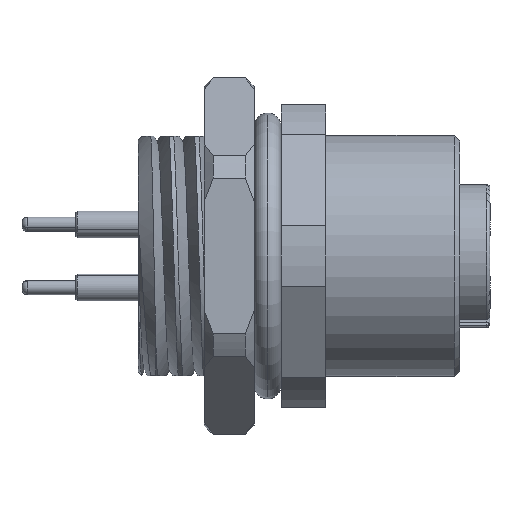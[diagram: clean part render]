
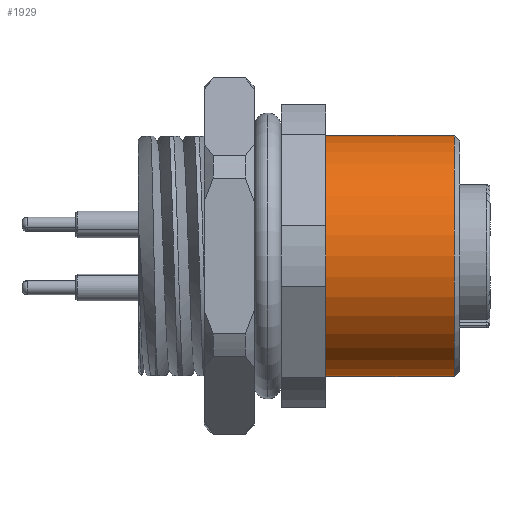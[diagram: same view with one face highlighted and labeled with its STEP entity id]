
A CAD part, front view. The second image highlights one B-rep face of the part: STEP entity #1929.
In plain terms, the highlighted cylindrical face has radius 6.75 mm (diameter 13.5 mm), a partial arc.
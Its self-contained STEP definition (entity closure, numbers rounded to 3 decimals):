
#172 = CARTESIAN_POINT ( 'NONE',  ( -40.569, 0., -6.75 ) ) ;
#432 = LINE ( 'NONE', #172, #4852 ) ;
#670 = FACE_OUTER_BOUND ( 'NONE', #1487, .T. ) ;
#673 = EDGE_CURVE ( 'NONE', #4274, #11098, #432, .T. ) ;
#1129 = AXIS2_PLACEMENT_3D ( 'NONE', #10234, #2532, #5053 ) ;
#1487 = EDGE_LOOP ( 'NONE', ( #3321, #1535, #5187, #4907 ) ) ;
#1535 = ORIENTED_EDGE ( 'NONE', *, *, #5284, .T. ) ;
#1836 = CIRCLE ( 'NONE', #9574, 6.75 ) ;
#1847 = CIRCLE ( 'NONE', #1129, 6.75 ) ;
#1929 = ADVANCED_FACE ( 'NONE', ( #670 ), #4048, .T. ) ;
#2097 = CARTESIAN_POINT ( 'NONE',  ( 4.2, 0., 6.75 ) ) ;
#2458 = VERTEX_POINT ( 'NONE', #2097 ) ;
#2532 = DIRECTION ( 'NONE',  ( -1., 0., 0. ) ) ;
#2562 = DIRECTION ( 'NONE',  ( -1., 0., 0. ) ) ;
#3321 = ORIENTED_EDGE ( 'NONE', *, *, #673, .F. ) ;
#3772 = CARTESIAN_POINT ( 'NONE',  ( -40.569, 0., 6.75 ) ) ;
#4048 = CYLINDRICAL_SURFACE ( 'NONE', #4127, 6.75 ) ;
#4127 = AXIS2_PLACEMENT_3D ( 'NONE', #8265, #8386, #7504 ) ;
#4274 = VERTEX_POINT ( 'NONE', #10003 ) ;
#4815 = EDGE_CURVE ( 'NONE', #11098, #8936, #1836, .T. ) ;
#4852 = VECTOR ( 'NONE', #8193, 1000. ) ;
#4907 = ORIENTED_EDGE ( 'NONE', *, *, #4815, .F. ) ;
#4920 = CARTESIAN_POINT ( 'NONE',  ( -3., 0., -6.75 ) ) ;
#5053 = DIRECTION ( 'NONE',  ( 0., 0., 1. ) ) ;
#5187 = ORIENTED_EDGE ( 'NONE', *, *, #10667, .T. ) ;
#5284 = EDGE_CURVE ( 'NONE', #4274, #2458, #1847, .T. ) ;
#6011 = DIRECTION ( 'NONE',  ( 0., 0., 1. ) ) ;
#7335 = LINE ( 'NONE', #3772, #10103 ) ;
#7504 = DIRECTION ( 'NONE',  ( 0., 0., 1. ) ) ;
#8193 = DIRECTION ( 'NONE',  ( -1., 0., 0. ) ) ;
#8265 = CARTESIAN_POINT ( 'NONE',  ( -40.569, 0., 0. ) ) ;
#8386 = DIRECTION ( 'NONE',  ( -1., 0., 0. ) ) ;
#8936 = VERTEX_POINT ( 'NONE', #9499 ) ;
#9499 = CARTESIAN_POINT ( 'NONE',  ( -3., 0., 6.75 ) ) ;
#9574 = AXIS2_PLACEMENT_3D ( 'NONE', #10265, #2562, #6011 ) ;
#10003 = CARTESIAN_POINT ( 'NONE',  ( 4.2, 0., -6.75 ) ) ;
#10103 = VECTOR ( 'NONE', #10649, 1000. ) ;
#10234 = CARTESIAN_POINT ( 'NONE',  ( 4.2, 0., 0. ) ) ;
#10265 = CARTESIAN_POINT ( 'NONE',  ( -3., 0., 0. ) ) ;
#10649 = DIRECTION ( 'NONE',  ( -1., 0., 0. ) ) ;
#10667 = EDGE_CURVE ( 'NONE', #2458, #8936, #7335, .T. ) ;
#11098 = VERTEX_POINT ( 'NONE', #4920 ) ;
